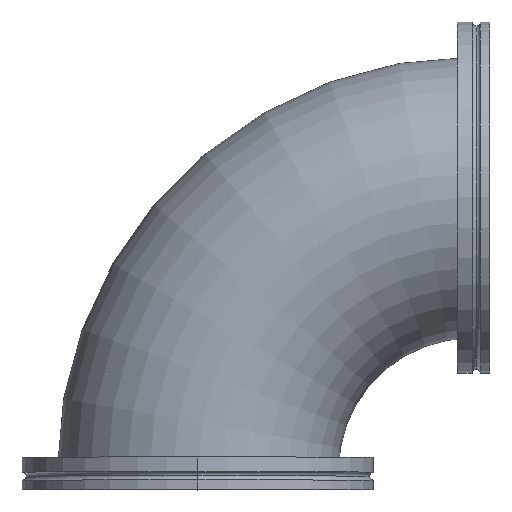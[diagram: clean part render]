
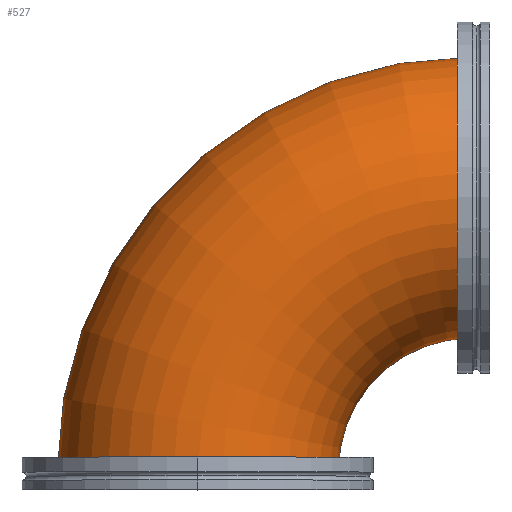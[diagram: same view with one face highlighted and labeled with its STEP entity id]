
A CAD part, top view. The second image highlights one B-rep face of the part: STEP entity #527.
In plain terms, the highlighted toroidal (fillet/blend) face has major radius 101 mm and minor radius 52 mm.
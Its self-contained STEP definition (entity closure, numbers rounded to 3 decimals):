
#7 = DIRECTION ( 'NONE',  ( 0., 0., 1. ) ) ;
#9 = CIRCLE ( 'NONE', #579, 49. ) ;
#44 = CARTESIAN_POINT ( 'NONE',  ( 101., 7., 0. ) ) ;
#60 = ORIENTED_EDGE ( 'NONE', *, *, #658, .F. ) ;
#127 = AXIS2_PLACEMENT_3D ( 'NONE', #1402, #1395, #1386 ) ;
#150 = ORIENTED_EDGE ( 'NONE', *, *, #608, .T. ) ;
#157 = CARTESIAN_POINT ( 'NONE',  ( 101., 56., 0. ) ) ;
#252 = EDGE_CURVE ( 'NONE', #276, #918, #1068, .T. ) ;
#276 = VERTEX_POINT ( 'NONE', #1420 ) ;
#381 = EDGE_CURVE ( 'NONE', #827, #276, #1053, .T. ) ;
#512 = CARTESIAN_POINT ( 'NONE',  ( 52., 7., 0. ) ) ;
#527 = ADVANCED_FACE ( 'NONE', ( #1332 ), #805, .T. ) ;
#579 = AXIS2_PLACEMENT_3D ( 'NONE', #1538, #818, #701 ) ;
#601 = AXIS2_PLACEMENT_3D ( 'NONE', #656, #631, #605 ) ;
#605 = DIRECTION ( 'NONE',  ( 1., 0., 0. ) ) ;
#608 = EDGE_CURVE ( 'NONE', #1150, #827, #1007, .T. ) ;
#631 = DIRECTION ( 'NONE',  ( 0., 0., 1. ) ) ;
#656 = CARTESIAN_POINT ( 'NONE',  ( 101., 7., 0. ) ) ;
#658 = EDGE_CURVE ( 'NONE', #1150, #918, #9, .T. ) ;
#701 = DIRECTION ( 'NONE',  ( 1., 0., 0. ) ) ;
#805 = TOROIDAL_SURFACE ( 'NONE', #1166, 101., 52. ) ;
#818 = DIRECTION ( 'NONE',  ( 0., 0., 1. ) ) ;
#827 = VERTEX_POINT ( 'NONE', #948 ) ;
#918 = VERTEX_POINT ( 'NONE', #512 ) ;
#948 = CARTESIAN_POINT ( 'NONE',  ( 101., 160., 0. ) ) ;
#1007 = CIRCLE ( 'NONE', #1932, 52. ) ;
#1053 = CIRCLE ( 'NONE', #601, 153. ) ;
#1061 = EDGE_LOOP ( 'NONE', ( #150, #1611, #1863, #60 ) ) ;
#1068 = CIRCLE ( 'NONE', #127, 52. ) ;
#1108 = DIRECTION ( 'NONE',  ( 1., 0., 0. ) ) ;
#1150 = VERTEX_POINT ( 'NONE', #157 ) ;
#1166 = AXIS2_PLACEMENT_3D ( 'NONE', #44, #7, #1108 ) ;
#1323 = DIRECTION ( 'NONE',  ( 0., 1., 0. ) ) ;
#1328 = DIRECTION ( 'NONE',  ( -1., 0., 0. ) ) ;
#1332 = FACE_OUTER_BOUND ( 'NONE', #1061, .T. ) ;
#1386 = DIRECTION ( 'NONE',  ( 1., 0., 0. ) ) ;
#1395 = DIRECTION ( 'NONE',  ( 0., 1., 0. ) ) ;
#1402 = CARTESIAN_POINT ( 'NONE',  ( 0., 7., 0. ) ) ;
#1420 = CARTESIAN_POINT ( 'NONE',  ( -52., 7., 0. ) ) ;
#1429 = CARTESIAN_POINT ( 'NONE',  ( 101., 108., 0. ) ) ;
#1538 = CARTESIAN_POINT ( 'NONE',  ( 101., 7., 0. ) ) ;
#1611 = ORIENTED_EDGE ( 'NONE', *, *, #381, .T. ) ;
#1863 = ORIENTED_EDGE ( 'NONE', *, *, #252, .T. ) ;
#1932 = AXIS2_PLACEMENT_3D ( 'NONE', #1429, #1328, #1323 ) ;
